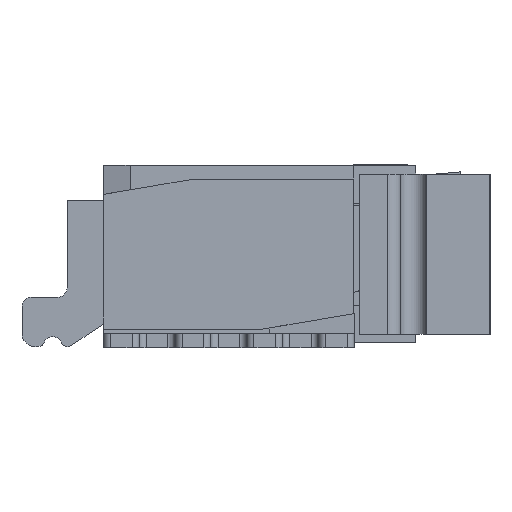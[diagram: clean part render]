
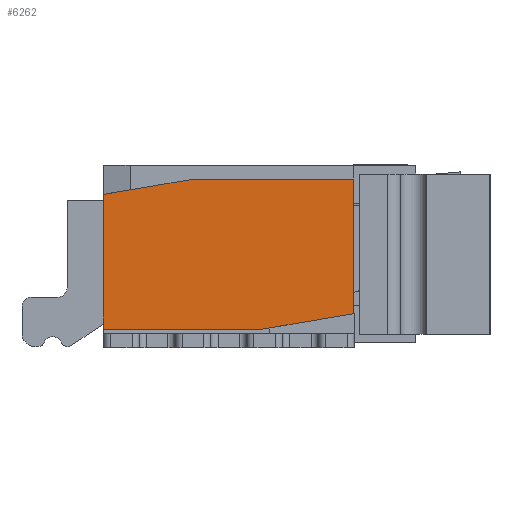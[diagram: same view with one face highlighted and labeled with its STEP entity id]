
A CAD part, left-side view. The second image highlights one B-rep face of the part: STEP entity #6262.
In plain terms, the highlighted planar face has unit normal (-1, 0, 0).
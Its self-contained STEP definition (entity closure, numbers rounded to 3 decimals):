
#1099 = VERTEX_POINT('',#1100);
#1100 = CARTESIAN_POINT('',(-10.06,2.108,0.243));
#1106 = EDGE_CURVE('',#1099,#1107,#1109,.T.);
#1107 = VERTEX_POINT('',#1108);
#1108 = CARTESIAN_POINT('',(-10.06,2.108,2.128));
#1109 = LINE('',#1110,#1111);
#1110 = CARTESIAN_POINT('',(-10.06,2.108,0.048));
#1111 = VECTOR('',#1112,1.);
#1112 = DIRECTION('',(0.,0.,1.));
#1891 = VERTEX_POINT('',#1892);
#1892 = CARTESIAN_POINT('',(-10.06,-1.393,0.458));
#1898 = EDGE_CURVE('',#1899,#1891,#1901,.T.);
#1899 = VERTEX_POINT('',#1900);
#1900 = CARTESIAN_POINT('',(-10.06,-0.123,0.243));
#1901 = LINE('',#1902,#1903);
#1902 = CARTESIAN_POINT('',(-10.06,-1.393,0.458));
#1903 = VECTOR('',#1904,1.);
#1904 = DIRECTION('',(0.,-0.986,
    0.167));
#1921 = EDGE_CURVE('',#1099,#1899,#1922,.T.);
#1922 = LINE('',#1923,#1924);
#1923 = CARTESIAN_POINT('',(-10.06,2.108,0.243));
#1924 = VECTOR('',#1925,1.);
#1925 = DIRECTION('',(0.,-1.,0.));
#6244 = EDGE_CURVE('',#6245,#1107,#6247,.T.);
#6245 = VERTEX_POINT('',#6246);
#6246 = CARTESIAN_POINT('',(-10.06,0.838,2.343));
#6247 = LINE('',#6248,#6249);
#6248 = CARTESIAN_POINT('',(-10.06,2.108,2.128));
#6249 = VECTOR('',#6250,1.);
#6250 = DIRECTION('',(0.,0.986,-0.167
    ));
#6262 = ADVANCED_FACE('',(#6263),#6283,.T.);
#6263 = FACE_BOUND('',#6264,.T.);
#6264 = EDGE_LOOP('',(#6265,#6266,#6267,#6268,#6276,#6282));
#6265 = ORIENTED_EDGE('',*,*,#1106,.F.);
#6266 = ORIENTED_EDGE('',*,*,#1921,.T.);
#6267 = ORIENTED_EDGE('',*,*,#1898,.T.);
#6268 = ORIENTED_EDGE('',*,*,#6269,.T.);
#6269 = EDGE_CURVE('',#1891,#6270,#6272,.T.);
#6270 = VERTEX_POINT('',#6271);
#6271 = CARTESIAN_POINT('',(-10.06,-1.393,2.343));
#6272 = LINE('',#6273,#6274);
#6273 = CARTESIAN_POINT('',(-10.06,-1.393,0.048));
#6274 = VECTOR('',#6275,1.);
#6275 = DIRECTION('',(0.,0.,1.));
#6276 = ORIENTED_EDGE('',*,*,#6277,.T.);
#6277 = EDGE_CURVE('',#6270,#6245,#6278,.T.);
#6278 = LINE('',#6279,#6280);
#6279 = CARTESIAN_POINT('',(-10.06,2.108,2.343));
#6280 = VECTOR('',#6281,1.);
#6281 = DIRECTION('',(0.,1.,0.));
#6282 = ORIENTED_EDGE('',*,*,#6244,.T.);
#6283 = PLANE('',#6284);
#6284 = AXIS2_PLACEMENT_3D('',#6285,#6286,#6287);
#6285 = CARTESIAN_POINT('',(-10.06,2.108,0.048));
#6286 = DIRECTION('',(-1.,0.,0.));
#6287 = DIRECTION('',(0.,-1.,0.));
